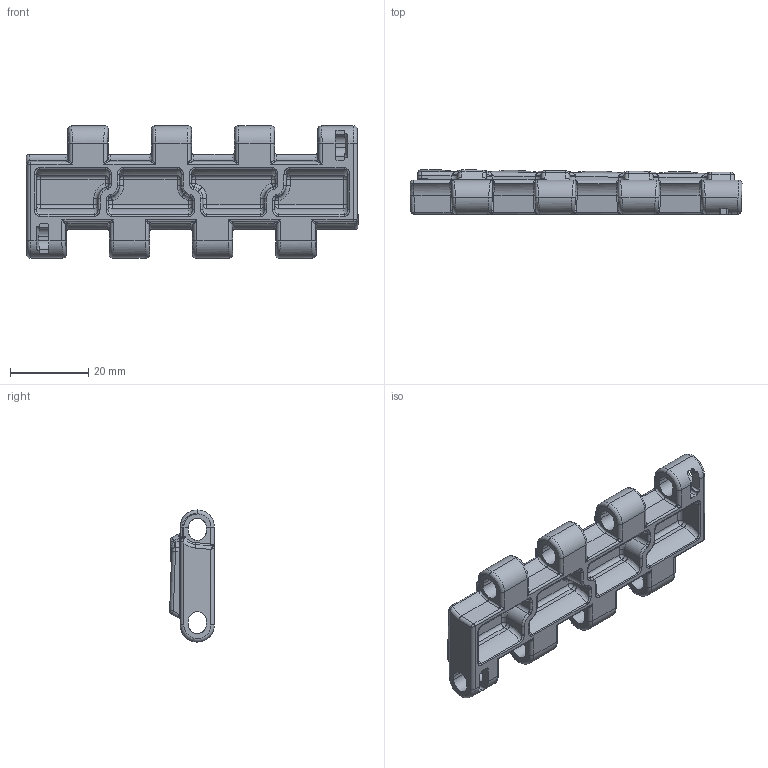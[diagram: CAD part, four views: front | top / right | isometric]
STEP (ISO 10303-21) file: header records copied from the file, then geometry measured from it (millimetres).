
FILE_DESCRIPTION (( 'STEP AP214' ), '1' );
FILE_NAME ('LF9253GF01.2.STEP', '2021-03-12T07:39:39', ( '' ), ( '' ), 'SwSTEP 2.0', 'SolidWorks 2019', '' );
FILE_SCHEMA (( 'AUTOMOTIVE_DESIGN' ));
Length unit declared in the file: millimetre
Products named in the file (3): goma_9253GF01.2_modelo 2; LF9253GF01.2; LF925301.2
Assembly tree (2 placements, depth 2):
  LF9253GF01.2
    LF925301.2
    goma_9253GF01.2_modelo 2
Bounding box: 84.74 x 11.41 x 33.7 mm (x, y, z)
Volume: 13806.3 mm3; surface area: 12403 mm2
Topology: 2 solids, 2 shells, 978 faces, 2533 edges, 1501 vertices
Faces by surface type: cylinder 378, plane 314, bspline 220, sphere 46, torus 20
Entity records: 42760 total; most frequent: CARTESIAN_POINT 18430, ORIENTED_EDGE 4870, DIRECTION 3491, EDGE_CURVE 2435, VERTEX_POINT 1486, AXIS2_PLACEMENT_3D 1195, LINE 1101, VECTOR 1101
